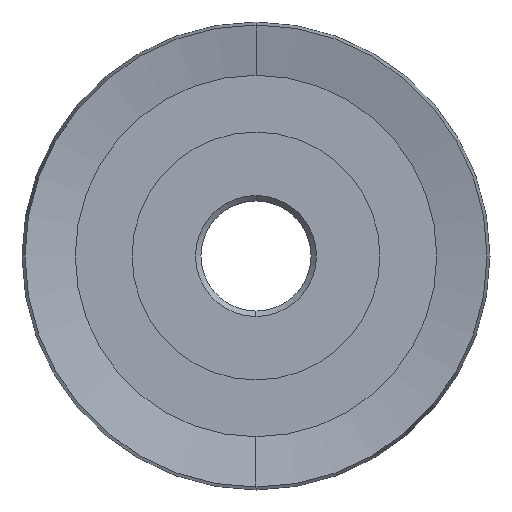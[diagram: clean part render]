
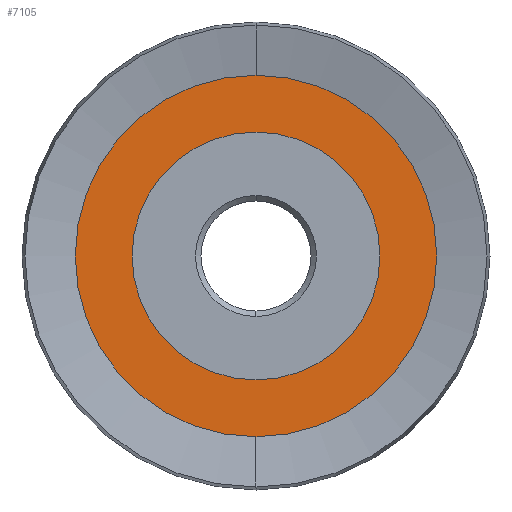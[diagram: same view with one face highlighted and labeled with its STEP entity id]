
A CAD part, left-side view. The second image highlights one B-rep face of the part: STEP entity #7105.
In plain terms, the highlighted planar face has unit normal (-1, 0, 0).
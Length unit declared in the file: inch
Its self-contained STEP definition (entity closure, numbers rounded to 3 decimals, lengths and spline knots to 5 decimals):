
#249 = EDGE_CURVE ( 'NONE', #6327, #3082, #2600, .T. ) ;
#968 = CARTESIAN_POINT ( 'NONE',  ( 0.0325, 0., 0.41058 ) ) ;
#1265 = DIRECTION ( 'NONE',  ( -1., 0., 0. ) ) ;
#1359 = CARTESIAN_POINT ( 'NONE',  ( 0.0325, 0., 0. ) ) ;
#1390 = AXIS2_PLACEMENT_3D ( 'NONE', #6273, #1265, #5177 ) ;
#1432 = CARTESIAN_POINT ( 'NONE',  ( 0.0325, 0., -0.2815 ) ) ;
#1930 = DIRECTION ( 'NONE',  ( 0., 0., 1. ) ) ;
#1940 = EDGE_LOOP ( 'NONE', ( #4398, #5802 ) ) ;
#2262 = CIRCLE ( 'NONE', #5132, 0.2815 ) ;
#2600 = CIRCLE ( 'NONE', #4809, 0.2815 ) ;
#2966 = DIRECTION ( 'NONE',  ( -1., 0., 0. ) ) ;
#3082 = VERTEX_POINT ( 'NONE', #1432 ) ;
#3146 = DIRECTION ( 'NONE',  ( -1., 0., 0. ) ) ;
#3272 = CARTESIAN_POINT ( 'NONE',  ( 0.0325, 0., 0. ) ) ;
#3361 = EDGE_CURVE ( 'NONE', #4209, #4906, #4489, .T. ) ;
#3536 = AXIS2_PLACEMENT_3D ( 'NONE', #6479, #3146, #7033 ) ;
#3562 = ORIENTED_EDGE ( 'NONE', *, *, #3361, .T. ) ;
#3829 = DIRECTION ( 'NONE',  ( 0., 0., 1. ) ) ;
#3887 = CIRCLE ( 'NONE', #3536, 0.41058 ) ;
#4051 = PLANE ( 'NONE',  #1390 ) ;
#4209 = VERTEX_POINT ( 'NONE', #968 ) ;
#4398 = ORIENTED_EDGE ( 'NONE', *, *, #4859, .F. ) ;
#4430 = EDGE_LOOP ( 'NONE', ( #3562, #6222 ) ) ;
#4489 = CIRCLE ( 'NONE', #4569, 0.41058 ) ;
#4569 = AXIS2_PLACEMENT_3D ( 'NONE', #6293, #2966, #6848 ) ;
#4731 = CARTESIAN_POINT ( 'NONE',  ( 0.0325, 0., -0.41058 ) ) ;
#4809 = AXIS2_PLACEMENT_3D ( 'NONE', #3272, #7154, #3829 ) ;
#4859 = EDGE_CURVE ( 'NONE', #3082, #6327, #2262, .T. ) ;
#4906 = VERTEX_POINT ( 'NONE', #4731 ) ;
#5132 = AXIS2_PLACEMENT_3D ( 'NONE', #1359, #5263, #1930 ) ;
#5176 = FACE_BOUND ( 'NONE', #1940, .T. ) ;
#5177 = DIRECTION ( 'NONE',  ( 0., 0., 1. ) ) ;
#5263 = DIRECTION ( 'NONE',  ( -1., 0., 0. ) ) ;
#5741 = CARTESIAN_POINT ( 'NONE',  ( 0.0325, 0., 0.2815 ) ) ;
#5802 = ORIENTED_EDGE ( 'NONE', *, *, #249, .F. ) ;
#6222 = ORIENTED_EDGE ( 'NONE', *, *, #6440, .T. ) ;
#6273 = CARTESIAN_POINT ( 'NONE',  ( 0.0325, 0., 0. ) ) ;
#6293 = CARTESIAN_POINT ( 'NONE',  ( 0.0325, 0., 0. ) ) ;
#6327 = VERTEX_POINT ( 'NONE', #5741 ) ;
#6440 = EDGE_CURVE ( 'NONE', #4906, #4209, #3887, .T. ) ;
#6479 = CARTESIAN_POINT ( 'NONE',  ( 0.0325, 0., 0. ) ) ;
#6668 = FACE_OUTER_BOUND ( 'NONE', #4430, .T. ) ;
#6848 = DIRECTION ( 'NONE',  ( 0., 0., 1. ) ) ;
#7033 = DIRECTION ( 'NONE',  ( 0., 0., 1. ) ) ;
#7105 = ADVANCED_FACE ( 'NONE', ( #5176, #6668 ), #4051, .T. ) ;
#7154 = DIRECTION ( 'NONE',  ( -1., 0., 0. ) ) ;
